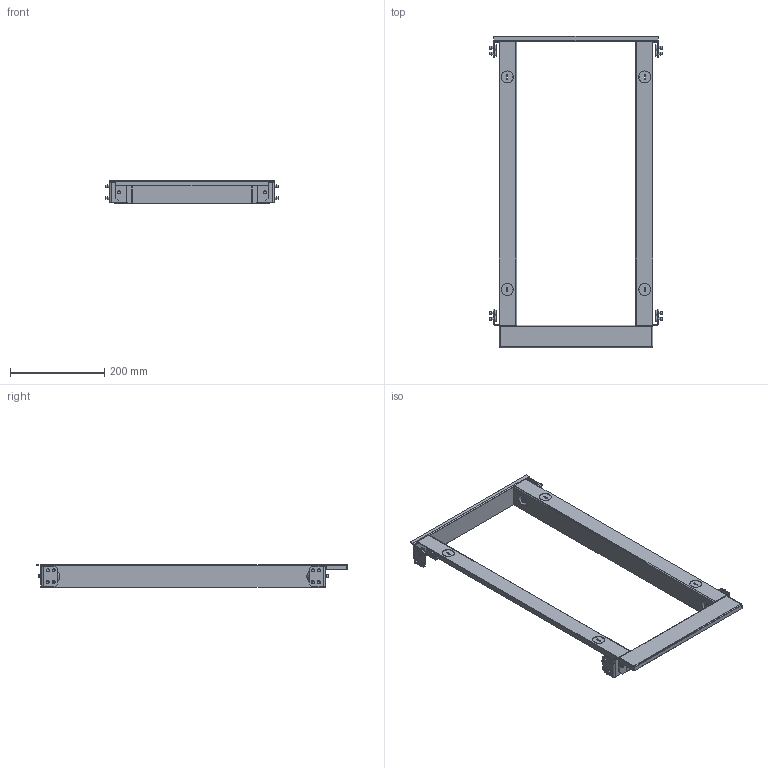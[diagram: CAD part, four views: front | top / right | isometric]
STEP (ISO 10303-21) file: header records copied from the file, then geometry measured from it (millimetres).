
FILE_DESCRIPTION(('STEP AP214'),'1');
FILE_NAME('cctmp_873F20DF-1827-4EEB-9E82-0AFB2EE6C5D1_2024_05_06_11_43_00_0596..stp','2024-05-06T09:43:02',('SIEMENS A&D'),('CADClick - www.CADClick.com'),'Spatial InterOp 3D',' ','unknown authorization');
FILE_SCHEMA(('AUTOMOTIVE_DESIGN'));
Length unit declared in the file: millimetre
Products named in the file (29): cc_unnamed; 2024_05_06_11_43_00_0580; 2024_05_06_11_43_00_0549; 2024_05_06_11_43_00_0518; 2024_05_06_11_43_00_0486; 2024_05_06_11_43_00_0455; 2024_05_06_11_43_00_0424; 2024_05_06_11_43_00_0393; 2024_05_06_11_43_00_0361; 2024_05_06_11_43_00_0330; 2024_05_06_11_43_00_0299; 2024_05_06_11_43_00_0268; 2024_05_06_11_43_00_0236; 2024_05_06_11_43_00_0205; 2024_05_06_11_43_00_0174; 2024_05_06_11_43_00_0143; 2024_05_06_11_43_00_0111; 2024_05_06_11_43_00_0080; 2024_05_06_11_43_00_0049; 2024_05_06_11_43_00_0018; 2024_05_06_11_42_59_0986; 2024_05_06_11_42_59_0955; 2024_05_06_11_42_59_0924; 2024_05_06_11_42_59_0893; 2024_05_06_11_42_59_0861; 2024_05_06_11_42_59_0789; 2024_05_06_11_42_59_0758; 2024_05_06_11_42_59_0727; 2024_05_06_11_42_59_0696
Assembly tree (28 placements, depth 2):
  cc_unnamed
    2024_05_06_11_43_00_0580
    2024_05_06_11_43_00_0549
    2024_05_06_11_43_00_0518
    2024_05_06_11_43_00_0486
    2024_05_06_11_43_00_0455
    2024_05_06_11_43_00_0424
    2024_05_06_11_43_00_0393
    2024_05_06_11_43_00_0361
    2024_05_06_11_43_00_0330
    2024_05_06_11_43_00_0299
    2024_05_06_11_43_00_0268
    2024_05_06_11_43_00_0236
    2024_05_06_11_43_00_0205
    2024_05_06_11_43_00_0174
    2024_05_06_11_43_00_0143
    2024_05_06_11_43_00_0111
    2024_05_06_11_43_00_0080
    2024_05_06_11_43_00_0049
    2024_05_06_11_43_00_0018
    2024_05_06_11_42_59_0986
    2024_05_06_11_42_59_0955
    2024_05_06_11_42_59_0924
    2024_05_06_11_42_59_0893
    2024_05_06_11_42_59_0861
    2024_05_06_11_42_59_0789
    2024_05_06_11_42_59_0758
    2024_05_06_11_42_59_0727
    2024_05_06_11_42_59_0696
Bounding box: 366 x 660 x 48 mm (x, y, z)
Volume: 272870.9 mm3; surface area: 359553.5 mm2
Topology: 28 solids, 28 shells, 536 faces, 1256 edges, 812 vertices
Faces by surface type: cylinder 230, plane 226, cone 80
Entity records: 20798 total; most frequent: DIRECTION 2946, CARTESIAN_POINT 2633, ORIENTED_EDGE 2512, EDGE_CURVE 1256, AXIS2_PLACEMENT_3D 1125, VERTEX_POINT 812, LINE 696, VECTOR 696
